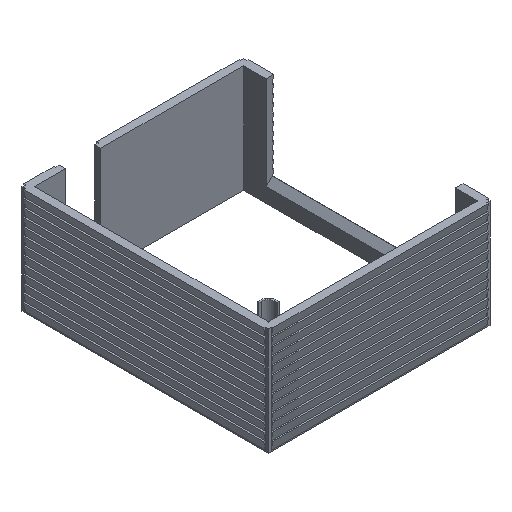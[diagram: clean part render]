
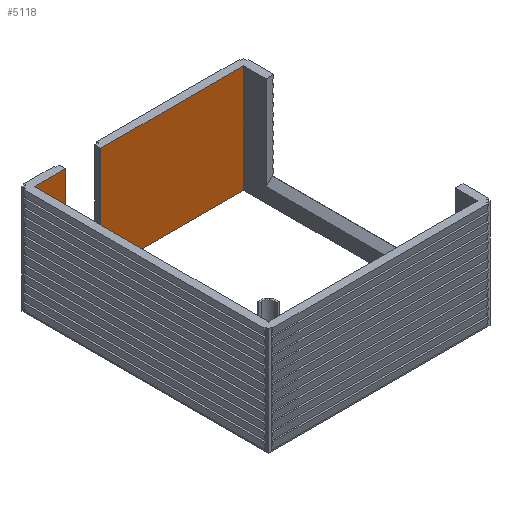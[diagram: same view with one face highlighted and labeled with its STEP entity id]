
A CAD part, isometric view. The second image highlights one B-rep face of the part: STEP entity #5118.
In plain terms, the highlighted planar face has unit normal (0, -1, 0).
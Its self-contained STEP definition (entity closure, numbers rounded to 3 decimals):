
#95 = DIRECTION ( 'NONE',  ( 0., -1., 0. ) ) ;
#284 = CARTESIAN_POINT ( 'NONE',  ( 89.304, 99.81, 92. ) ) ;
#346 = ORIENTED_EDGE ( 'NONE', *, *, #3662, .T. ) ;
#389 = DIRECTION ( 'NONE',  ( -1., 0., 0. ) ) ;
#424 = EDGE_CURVE ( 'NONE', #4240, #5539, #2865, .T. ) ;
#517 = DIRECTION ( 'NONE',  ( 0., 0., -1. ) ) ;
#542 = LINE ( 'NONE', #1179, #3041 ) ;
#618 = DIRECTION ( 'NONE',  ( 0., 0., -1. ) ) ;
#628 = CARTESIAN_POINT ( 'NONE',  ( -89.304, 99.81, 92. ) ) ;
#1067 = CARTESIAN_POINT ( 'NONE',  ( -89.304, 99.81, 92. ) ) ;
#1179 = CARTESIAN_POINT ( 'NONE',  ( -32.67, 99.81, 92. ) ) ;
#1342 = VECTOR ( 'NONE', #517, 1000. ) ;
#1650 = DIRECTION ( 'NONE',  ( 0., 0., 1. ) ) ;
#1845 = CARTESIAN_POINT ( 'NONE',  ( -89.304, 99.81, 92. ) ) ;
#2027 = ORIENTED_EDGE ( 'NONE', *, *, #5783, .T. ) ;
#2221 = VECTOR ( 'NONE', #5787, 1000. ) ;
#2585 = ORIENTED_EDGE ( 'NONE', *, *, #4701, .T. ) ;
#2865 = LINE ( 'NONE', #4148, #3939 ) ;
#2949 = CARTESIAN_POINT ( 'NONE',  ( -89.304, 99.81, 92. ) ) ;
#3041 = VECTOR ( 'NONE', #5374, 1000. ) ;
#3614 = ORIENTED_EDGE ( 'NONE', *, *, #4428, .T. ) ;
#3616 = VERTEX_POINT ( 'NONE', #5780 ) ;
#3662 = EDGE_CURVE ( 'NONE', #5797, #6384, #542, .T. ) ;
#3732 = CARTESIAN_POINT ( 'NONE',  ( -32.67, 99.81, 22.232 ) ) ;
#3904 = LINE ( 'NONE', #6350, #5183 ) ;
#3939 = VECTOR ( 'NONE', #4674, 1000. ) ;
#4148 = CARTESIAN_POINT ( 'NONE',  ( 89.304, 99.81, 92. ) ) ;
#4240 = VERTEX_POINT ( 'NONE', #284 ) ;
#4395 = AXIS2_PLACEMENT_3D ( 'NONE', #1845, #95, #618 ) ;
#4428 = EDGE_CURVE ( 'NONE', #7421, #6337, #5387, .T. ) ;
#4674 = DIRECTION ( 'NONE',  ( 0., 0., -1. ) ) ;
#4701 = EDGE_CURVE ( 'NONE', #4240, #5797, #6983, .T. ) ;
#4769 = VERTEX_POINT ( 'NONE', #7325 ) ;
#4772 = CARTESIAN_POINT ( 'NONE',  ( -89.304, 99.81, 92. ) ) ;
#5006 = CARTESIAN_POINT ( 'NONE',  ( -89.304, 99.81, 0. ) ) ;
#5088 = LINE ( 'NONE', #5006, #7143 ) ;
#5118 = ADVANCED_FACE ( 'NONE', ( #6725 ), #6763, .T. ) ;
#5183 = VECTOR ( 'NONE', #7693, 1000. ) ;
#5280 = EDGE_CURVE ( 'NONE', #5539, #6337, #5088, .T. ) ;
#5364 = CARTESIAN_POINT ( 'NONE',  ( -62.763, 99.81, 92. ) ) ;
#5374 = DIRECTION ( 'NONE',  ( 0., 0., -1. ) ) ;
#5387 = LINE ( 'NONE', #2949, #1342 ) ;
#5421 = VECTOR ( 'NONE', #1650, 1000. ) ;
#5505 = ORIENTED_EDGE ( 'NONE', *, *, #5280, .F. ) ;
#5539 = VERTEX_POINT ( 'NONE', #7865 ) ;
#5780 = CARTESIAN_POINT ( 'NONE',  ( -62.763, 99.81, 22.232 ) ) ;
#5783 = EDGE_CURVE ( 'NONE', #4769, #7421, #5863, .T. ) ;
#5787 = DIRECTION ( 'NONE',  ( -1., 0., 0. ) ) ;
#5797 = VERTEX_POINT ( 'NONE', #7058 ) ;
#5863 = LINE ( 'NONE', #1067, #5876 ) ;
#5876 = VECTOR ( 'NONE', #389, 1000. ) ;
#6046 = LINE ( 'NONE', #5364, #5421 ) ;
#6337 = VERTEX_POINT ( 'NONE', #7290 ) ;
#6350 = CARTESIAN_POINT ( 'NONE',  ( -89.304, 99.81, 22.232 ) ) ;
#6375 = ORIENTED_EDGE ( 'NONE', *, *, #7722, .T. ) ;
#6384 = VERTEX_POINT ( 'NONE', #3732 ) ;
#6537 = EDGE_LOOP ( 'NONE', ( #7448, #6375, #2027, #3614, #5505, #7852, #2585, #346 ) ) ;
#6725 = FACE_OUTER_BOUND ( 'NONE', #6537, .T. ) ;
#6763 = PLANE ( 'NONE',  #4395 ) ;
#6878 = DIRECTION ( 'NONE',  ( -1., 0., 0. ) ) ;
#6882 = EDGE_CURVE ( 'NONE', #6384, #3616, #3904, .T. ) ;
#6983 = LINE ( 'NONE', #4772, #2221 ) ;
#7058 = CARTESIAN_POINT ( 'NONE',  ( -32.67, 99.81, 92. ) ) ;
#7143 = VECTOR ( 'NONE', #6878, 1000. ) ;
#7290 = CARTESIAN_POINT ( 'NONE',  ( -89.304, 99.81, 0. ) ) ;
#7325 = CARTESIAN_POINT ( 'NONE',  ( -62.763, 99.81, 92. ) ) ;
#7421 = VERTEX_POINT ( 'NONE', #628 ) ;
#7448 = ORIENTED_EDGE ( 'NONE', *, *, #6882, .T. ) ;
#7693 = DIRECTION ( 'NONE',  ( -1., 0., 0. ) ) ;
#7722 = EDGE_CURVE ( 'NONE', #3616, #4769, #6046, .T. ) ;
#7852 = ORIENTED_EDGE ( 'NONE', *, *, #424, .F. ) ;
#7865 = CARTESIAN_POINT ( 'NONE',  ( 89.304, 99.81, 0. ) ) ;
